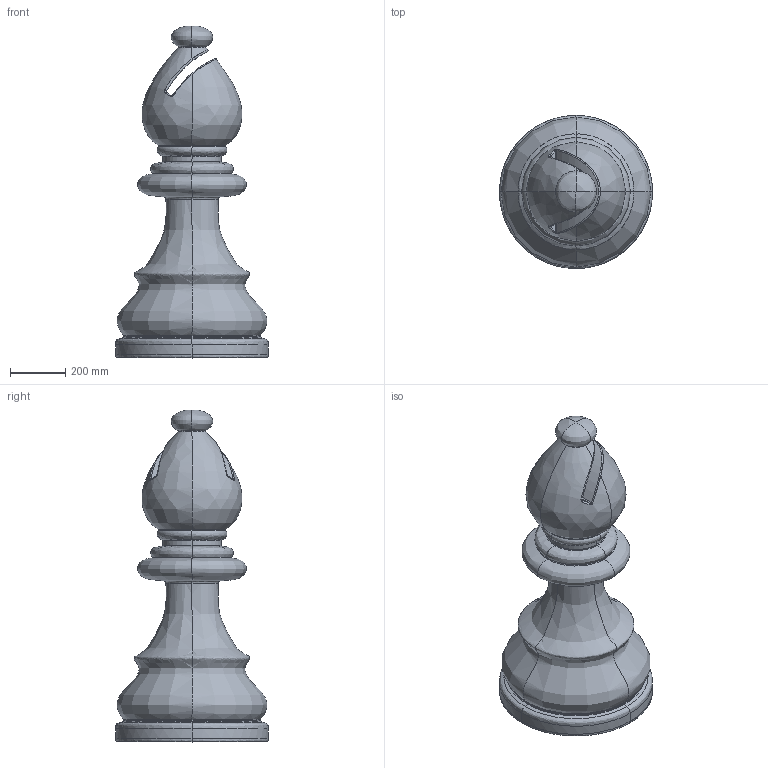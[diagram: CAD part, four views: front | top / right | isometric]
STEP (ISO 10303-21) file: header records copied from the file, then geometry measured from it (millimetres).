
FILE_DESCRIPTION(/* description */ (''),/* implementation_level */ '2;1');
FILE_NAME(/* name */ '156F2~1',/* time_stamp */ '2018-04-06T12:41:42+04:00',/* author */ (''),/* organization */ (''),/* preprocessor_version */ 'ST-DEVELOPER v15',/* originating_system */ '',/* authorisation */ '');
FILE_SCHEMA (('AUTOMOTIVE_DESIGN_CC2'));
Length unit declared in the file: millimetre
Products named in the file (1): Document
Bounding box: 555.19 x 555.19 x 1204.13 mm (x, y, z)
Surface area: 1847735.9 mm2 (no closed solid volume)
Topology: 0 solids, 105 shells, 105 faces, 434 edges, 426 vertices
Faces by surface type: bspline 104, plane 1
Entity records: 16309 total; most frequent: CARTESIAN_POINT 13070, ORIENTED_EDGE 426, EDGE_CURVE 426, VERTEX_POINT 426, B_SPLINE_CURVE_WITH_KNOTS 377, COLOUR_RGB 105, FILL_AREA_STYLE_COLOUR 105, FILL_AREA_STYLE 105
